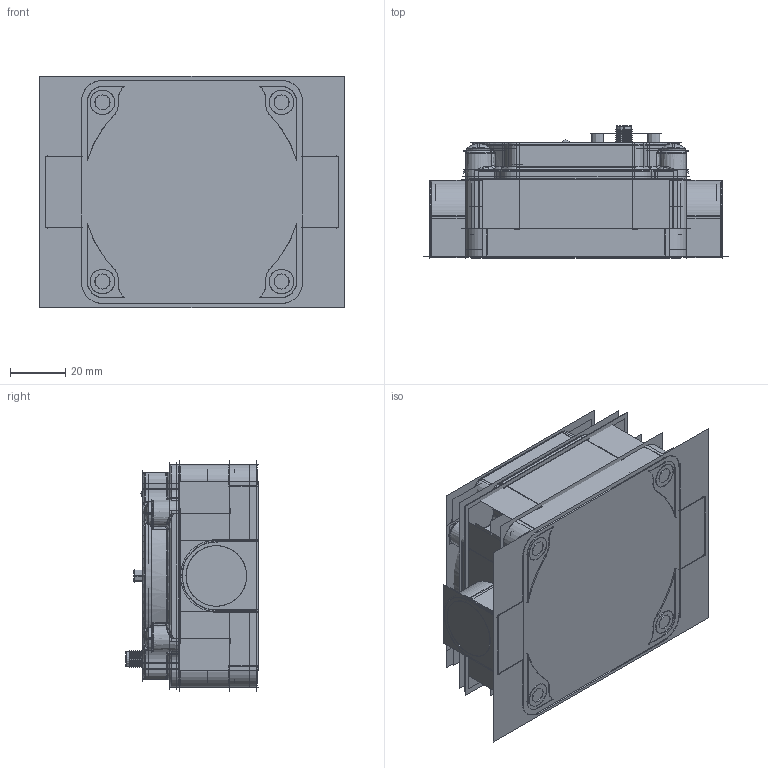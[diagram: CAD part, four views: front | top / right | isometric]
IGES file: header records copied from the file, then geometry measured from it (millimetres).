
Start section:  PTC IGES file: 188762.igs
Global section: file name: 188762.igs; native system: Creo Parametric by Parametric Technology Corporation; preprocessor: 2013230; author: pdmadmin; organization: Unknown; date: 20160128.142408; units: millimetre
Bounding box: 110.39 x 48.14 x 84.12 mm (x, y, z)
Volume: 71458.7 mm3; surface area: 480856.4 mm2
Topology: 14 solids, 18 shells, 2094 faces, 10576 edges, 13461 vertices
Faces by surface type: revolution 1334, bspline 760
